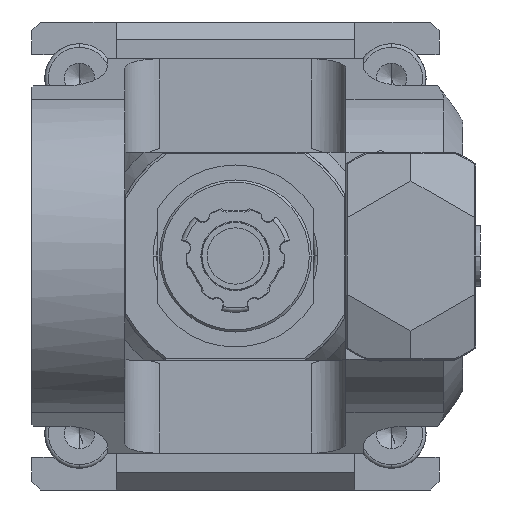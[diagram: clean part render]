
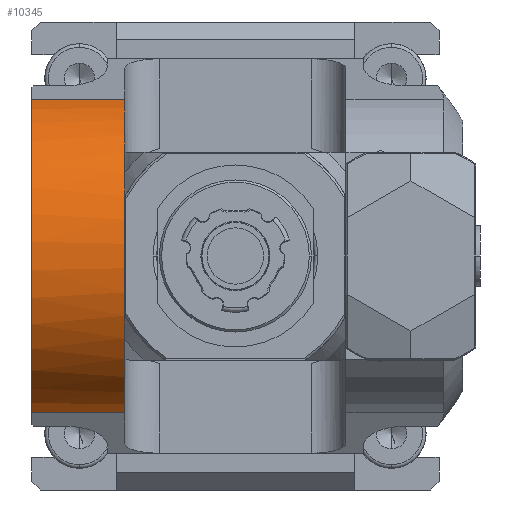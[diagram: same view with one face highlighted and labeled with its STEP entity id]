
A CAD part, left-side view. The second image highlights one B-rep face of the part: STEP entity #10345.
In plain terms, the highlighted cylindrical face has radius 37.5 mm (diameter 75 mm), a partial arc.
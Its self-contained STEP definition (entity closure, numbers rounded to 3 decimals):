
#1456=CARTESIAN_POINT('',(-62.,47.,0.));
#1457=DIRECTION('',(0.,-1.,0.));
#1458=DIRECTION('',(-0.264,0.,0.965));
#1459=AXIS2_PLACEMENT_3D('',#1456,#1457,#1458);
#1852=DIRECTION('',(0.,1.,0.));
#1853=VECTOR('',#1852,21.5);
#1854=CARTESIAN_POINT('',(-71.897,25.5,-36.17));
#1855=LINE('',#1854,#1853);
#1856=CARTESIAN_POINT('',(-62.,25.5,0.));
#1857=DIRECTION('',(0.,-1.,0.));
#1858=DIRECTION('',(-0.93,0.,0.368));
#1859=AXIS2_PLACEMENT_3D('',#1856,#1857,#1858);
#1888=CARTESIAN_POINT('',(-62.,25.5,0.));
#1889=DIRECTION('',(0.,-1.,0.));
#1890=DIRECTION('',(-0.264,0.,0.965));
#1891=AXIS2_PLACEMENT_3D('',#1888,#1889,#1890);
#1913=CARTESIAN_POINT('',(-62.,25.5,0.));
#1914=DIRECTION('',(0.,-1.,0.));
#1915=DIRECTION('',(-0.93,0.,-0.368));
#1916=AXIS2_PLACEMENT_3D('',#1913,#1914,#1915);
#2836=DIRECTION('',(0.,1.,0.));
#2837=VECTOR('',#2836,21.5);
#2838=CARTESIAN_POINT('',(-71.897,25.5,36.17));
#2839=LINE('',#2838,#2837);
#7206=CARTESIAN_POINT('',(-71.897,47.,36.17));
#7207=CARTESIAN_POINT('',(-71.897,47.,-36.17));
#7208=VERTEX_POINT('',#7206);
#7209=VERTEX_POINT('',#7207);
#7236=CARTESIAN_POINT('',(-71.897,25.5,-36.17));
#7237=VERTEX_POINT('',#7236);
#7240=CARTESIAN_POINT('',(-71.897,25.5,36.17));
#7241=VERTEX_POINT('',#7240);
#7470=CARTESIAN_POINT('',(-96.864,25.5,13.811));
#7471=CARTESIAN_POINT('',(-96.864,25.5,-13.811));
#7472=VERTEX_POINT('',#7470);
#7473=VERTEX_POINT('',#7471);
#10328=CARTESIAN_POINT('',(-62.,-73.2,0.));
#10329=DIRECTION('',(0.,-1.,0.));
#10330=DIRECTION('',(0.,0.,-1.));
#10331=AXIS2_PLACEMENT_3D('',#10328,#10329,#10330);
#10332=CYLINDRICAL_SURFACE('',#10331,37.5);
#10334=ORIENTED_EDGE('',*,*,#10333,.T.);
#10335=ORIENTED_EDGE('',*,*,#10292,.T.);
#10336=ORIENTED_EDGE('',*,*,#9782,.F.);
#10338=ORIENTED_EDGE('',*,*,#10337,.F.);
#10340=ORIENTED_EDGE('',*,*,#10339,.T.);
#10342=ORIENTED_EDGE('',*,*,#10341,.T.);
#10343=EDGE_LOOP('',(#10334,#10335,#10336,#10338,#10340,#10342));
#10344=FACE_OUTER_BOUND('',#10343,.F.);
#10345=ADVANCED_FACE('',(#10344),#10332,.T.);
#1460=CIRCLE('',#1459,37.5);
#1860=CIRCLE('',#1859,37.5);
#1892=CIRCLE('',#1891,37.5);
#1917=CIRCLE('',#1916,37.5);
#9782=EDGE_CURVE('',#7208,#7209,#1460,.T.);
#10292=EDGE_CURVE('',#7237,#7209,#1855,.T.);
#10333=EDGE_CURVE('',#7473,#7237,#1917,.T.);
#10337=EDGE_CURVE('',#7241,#7208,#2839,.T.);
#10339=EDGE_CURVE('',#7241,#7472,#1892,.T.);
#10341=EDGE_CURVE('',#7472,#7473,#1860,.T.);
